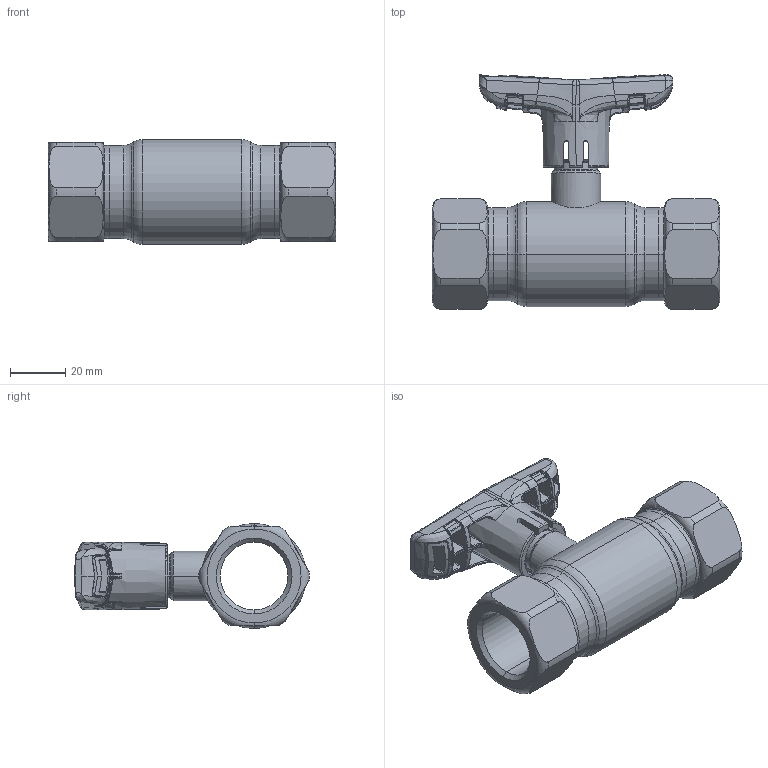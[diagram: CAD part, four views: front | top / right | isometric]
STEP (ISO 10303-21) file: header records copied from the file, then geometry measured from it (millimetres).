
FILE_DESCRIPTION (( 'STEP AP214' ), '1' );
FILE_NAME ('2020002000-0400.step', '2024-01-11T11:16:30', ( '' ), ( '' ), 'SwSTEP 2.0', 'SolidWorks 2021', '' );
FILE_SCHEMA (( 'AUTOMOTIVE_DESIGN' ));
Length unit declared in the file: millimetre
Products named in the file (1): 2020002000-0400
Bounding box: 104 x 84.98 x 38 mm (x, y, z)
Surface area: 26705.5 mm2 (no closed solid volume)
Topology: 0 solids, 6 shells, 724 faces, 2061 edges, 1265 vertices
Faces by surface type: bspline 559, plane 57, cylinder 47, torus 29, cone 19, sphere 13
Entity records: 55049 total; most frequent: CARTESIAN_POINT 33202, ORIENTED_EDGE 3665, EDGE_CURVE 2051, DIRECTION 1464, B_SPLINE_CURVE_WITH_KNOTS 1397, VERTEX_POINT 1261, EDGE_LOOP 732, UNCERTAINTY_MEASURE_WITH_UNIT 726
